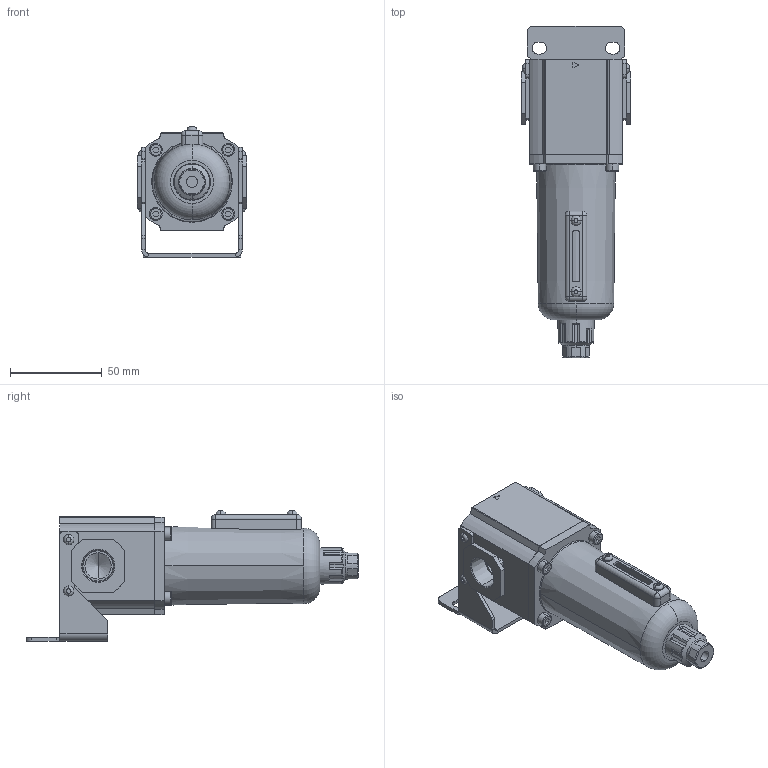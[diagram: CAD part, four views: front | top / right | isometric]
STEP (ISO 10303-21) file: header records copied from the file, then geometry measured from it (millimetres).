
FILE_DESCRIPTION (( 'STEP AP203' ), '1' );
FILE_NAME ('AF-333-MD.step', '2015-11-09T22:37:42', ( '' ), ( '' ), 'SwSTEP 2.0', 'SolidWorks 2015', '' );
FILE_SCHEMA (( 'CONFIG_CONTROL_DESIGN' ));
Length unit declared in the file: millimetre
Products named in the file (1): AF-333-MD
Bounding box: 60 x 181.1 x 71 mm (x, y, z)
Volume: 275147.2 mm3; surface area: 49804.9 mm2
Topology: 9 solids, 9 shells, 416 faces, 1052 edges, 664 vertices
Faces by surface type: plane 245, cylinder 98, torus 38, cone 27, sphere 8
Entity records: 12693 total; most frequent: CARTESIAN_POINT 2609, ORIENTED_EDGE 2080, DIRECTION 2076, EDGE_CURVE 1040, AXIS2_PLACEMENT_3D 725, VERTEX_POINT 664, LINE 626, VECTOR 626
